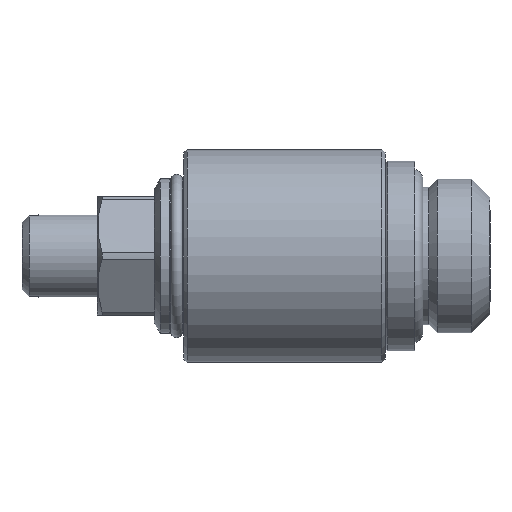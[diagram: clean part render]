
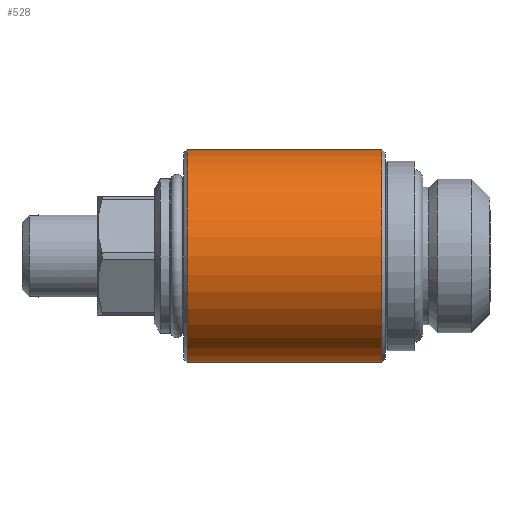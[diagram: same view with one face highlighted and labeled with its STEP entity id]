
A CAD part, left-side view. The second image highlights one B-rep face of the part: STEP entity #528.
In plain terms, the highlighted cylindrical face has radius 9 mm (diameter 18 mm), a full revolution.
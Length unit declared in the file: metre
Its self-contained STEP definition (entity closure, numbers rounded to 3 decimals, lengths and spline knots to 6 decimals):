
#528 = ADVANCED_FACE( 'NONE', ( #1099, #1100, #1101 ), #1102, .T. );
#1099 = FACE_OUTER_BOUND( '', #2876, .T. );
#1100 = FACE_OUTER_BOUND( '', #2877, .T. );
#1101 = FACE_BOUND( '', #2878, .T. );
#1102 = CYLINDRICAL_SURFACE( '', #2879, 0.009 );
#2876 = EDGE_LOOP( '', ( #4456 ) );
#2877 = EDGE_LOOP( '', ( #4457 ) );
#2878 = EDGE_LOOP( '', ( #4458, #4459 ) );
#2879 = AXIS2_PLACEMENT_3D( '', #4460, #4461, #4462 );
#4456 = ORIENTED_EDGE( '', *, *, #5017, .T. );
#4457 = ORIENTED_EDGE( '', *, *, #4982, .F. );
#4458 = ORIENTED_EDGE( '', *, *, #5300, .T. );
#4459 = ORIENTED_EDGE( '', *, *, #5275, .T. );
#4460 = CARTESIAN_POINT( '', ( 0., 0.007819, 0. ) );
#4461 = DIRECTION( '', ( 0., -1., 0. ) );
#4462 = DIRECTION( '', ( 0., 0., -1. ) );
#4982 = EDGE_CURVE( 'NONE', #5692, #5692, #5693, .T. );
#5017 = EDGE_CURVE( 'NONE', #5745, #5745, #5746, .T. );
#5275 = EDGE_CURVE( 'NONE', #6111, #6112, #6113, .T. );
#5300 = EDGE_CURVE( 'NONE', #6112, #6111, #6141, .T. );
#5692 = VERTEX_POINT( '', #7214 );
#5693 = CIRCLE( '', #7215, 0.009 );
#5745 = VERTEX_POINT( '', #7427 );
#5746 = CIRCLE( '', #7428, 0.009 );
#6111 = VERTEX_POINT( 'NONE', #8481 );
#6112 = VERTEX_POINT( 'NONE', #8482 );
#6113 = B_SPLINE_CURVE_WITH_KNOTS( '', 3, ( #8483, #8484, #8485, #8486, #8487, #8488, #8489, #8490, #8491, #8492, #8493, #8494, #8495, #8496, #8497, #8498, #8499, #8500, #8501, #8502, #8503, #8504, #8505 ), .UNSPECIFIED., .F., .F., ( 4, 1, 1, 1, 1, 1, 1, 1, 1, 1, 1, 1, 1, 1, 1, 1, 1, 1, 1, 1, 4 ), ( 0., 0.01563, 0.03126, 0.062508, 0.124933, 0.187358, 0.249879, 0.312402, 0.374924, 0.437445, 0.499967, 0.562488, 0.62501, 0.687531, 0.750053, 0.812576, 0.875028, 0.937482, 0.968739, 0.984367, 1. ), .UNSPECIFIED. );
#6141 = B_SPLINE_CURVE_WITH_KNOTS( '', 3, ( #8610, #8611, #8612, #8613, #8614, #8615, #8616, #8617, #8618, #8619, #8620, #8621, #8622, #8623, #8624, #8625, #8626, #8627, #8628, #8629, #8630, #8631, #8632 ), .UNSPECIFIED., .F., .F., ( 4, 1, 1, 1, 1, 1, 1, 1, 1, 1, 1, 1, 1, 1, 1, 1, 1, 1, 1, 1, 4 ), ( 0., 0.01563, 0.03126, 0.062508, 0.124933, 0.187358, 0.249881, 0.312403, 0.374925, 0.437447, 0.499967, 0.562489, 0.625011, 0.687532, 0.750055, 0.812576, 0.875028, 0.937483, 0.968739, 0.984368, 1. ), .UNSPECIFIED. );
#7214 = CARTESIAN_POINT( '', ( 0., 0.0095, -0.009 ) );
#7215 = AXIS2_PLACEMENT_3D( '', #9038, #9039, #9040 );
#7427 = CARTESIAN_POINT( '', ( 0., 0.0259, -0.009 ) );
#7428 = AXIS2_PLACEMENT_3D( '', #9080, #9081, #9082 );
#8481 = CARTESIAN_POINT( '', ( 0.007919, 0.019424, -0.004277 ) );
#8482 = CARTESIAN_POINT( '', ( 0.007917, 0.015986, 0.004281 ) );
#8483 = CARTESIAN_POINT( '', ( 0.007919, 0.019424, -0.004277 ) );
#8484 = CARTESIAN_POINT( '', ( 0.007904, 0.019353, -0.004304 ) );
#8485 = CARTESIAN_POINT( '', ( 0.007875, 0.01921, -0.004357 ) );
#8486 = CARTESIAN_POINT( '', ( 0.007826, 0.018917, -0.004445 ) );
#8487 = CARTESIAN_POINT( '', ( 0.007757, 0.018393, -0.004565 ) );
#8488 = CARTESIAN_POINT( '', ( 0.007719, 0.017616, -0.004627 ) );
#8489 = CARTESIAN_POINT( '', ( 0.007783, 0.016689, -0.004521 ) );
#8490 = CARTESIAN_POINT( '', ( 0.007941, 0.015811, -0.004242 ) );
#8491 = CARTESIAN_POINT( '', ( 0.008162, 0.015013, -0.003807 ) );
#8492 = CARTESIAN_POINT( '', ( 0.008408, 0.014318, -0.003234 ) );
#8493 = CARTESIAN_POINT( '', ( 0.008647, 0.013744, -0.002536 ) );
#8494 = CARTESIAN_POINT( '', ( 0.008846, 0.013312, -0.00173 ) );
#8495 = CARTESIAN_POINT( '', ( 0.008976, 0.013047, -0.000842 ) );
#8496 = CARTESIAN_POINT( '', ( 0.009016, 0.012969, 0.000092 ) );
#8497 = CARTESIAN_POINT( '', ( 0.008958, 0.013084, 0.00102 ) );
#8498 = CARTESIAN_POINT( '', ( 0.008812, 0.013384, 0.001895 ) );
#8499 = CARTESIAN_POINT( '', ( 0.008603, 0.013845, 0.002681 ) );
#8500 = CARTESIAN_POINT( '', ( 0.00836, 0.014444, 0.003355 ) );
#8501 = CARTESIAN_POINT( '', ( 0.008157, 0.015041, 0.003811 ) );
#8502 = CARTESIAN_POINT( '', ( 0.008028, 0.0155, 0.004069 ) );
#8503 = CARTESIAN_POINT( '', ( 0.007962, 0.015775, 0.004196 ) );
#8504 = CARTESIAN_POINT( '', ( 0.007932, 0.015916, 0.004253 ) );
#8505 = CARTESIAN_POINT( '', ( 0.007917, 0.015986, 0.004281 ) );
#8610 = CARTESIAN_POINT( '', ( 0.007917, 0.015986, 0.004281 ) );
#8611 = CARTESIAN_POINT( '', ( 0.007902, 0.016057, 0.004307 ) );
#8612 = CARTESIAN_POINT( '', ( 0.007874, 0.0162, 0.00436 ) );
#8613 = CARTESIAN_POINT( '', ( 0.007824, 0.016492, 0.004448 ) );
#8614 = CARTESIAN_POINT( '', ( 0.007756, 0.017016, 0.004567 ) );
#8615 = CARTESIAN_POINT( '', ( 0.007719, 0.017792, 0.004627 ) );
#8616 = CARTESIAN_POINT( '', ( 0.007784, 0.018718, 0.004519 ) );
#8617 = CARTESIAN_POINT( '', ( 0.007942, 0.019594, 0.004239 ) );
#8618 = CARTESIAN_POINT( '', ( 0.008163, 0.02039, 0.003805 ) );
#8619 = CARTESIAN_POINT( '', ( 0.008409, 0.021084, 0.003232 ) );
#8620 = CARTESIAN_POINT( '', ( 0.008648, 0.021657, 0.002535 ) );
#8621 = CARTESIAN_POINT( '', ( 0.008846, 0.022088, 0.00173 ) );
#8622 = CARTESIAN_POINT( '', ( 0.008976, 0.022353, 0.000843 ) );
#8623 = CARTESIAN_POINT( '', ( 0.009016, 0.022431, -0.000089 ) );
#8624 = CARTESIAN_POINT( '', ( 0.008958, 0.022316, -0.001016 ) );
#8625 = CARTESIAN_POINT( '', ( 0.008813, 0.022018, -0.00189 ) );
#8626 = CARTESIAN_POINT( '', ( 0.008605, 0.021559, -0.002675 ) );
#8627 = CARTESIAN_POINT( '', ( 0.008362, 0.020962, -0.003349 ) );
#8628 = CARTESIAN_POINT( '', ( 0.008159, 0.020367, -0.003806 ) );
#8629 = CARTESIAN_POINT( '', ( 0.008031, 0.019909, -0.004064 ) );
#8630 = CARTESIAN_POINT( '', ( 0.007964, 0.019635, -0.004192 ) );
#8631 = CARTESIAN_POINT( '', ( 0.007934, 0.019494, -0.004249 ) );
#8632 = CARTESIAN_POINT( '', ( 0.007919, 0.019424, -0.004277 ) );
#9038 = CARTESIAN_POINT( '', ( 0., 0.0095, 0. ) );
#9039 = DIRECTION( '', ( 0., -1., 0. ) );
#9040 = DIRECTION( '', ( 0., 0., -1. ) );
#9080 = CARTESIAN_POINT( '', ( 0., 0.0259, 0. ) );
#9081 = DIRECTION( '', ( 0., -1., 0. ) );
#9082 = DIRECTION( '', ( 0., 0., -1. ) );
